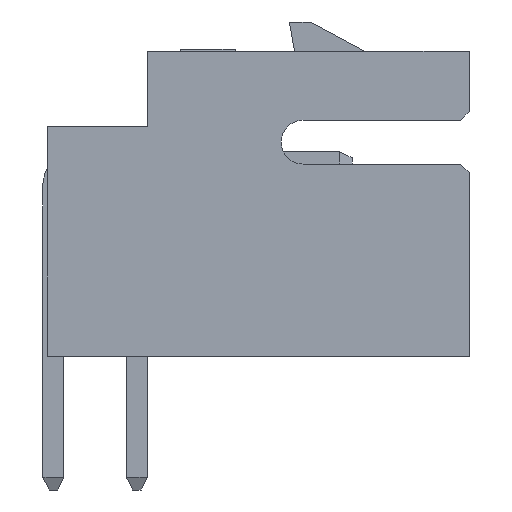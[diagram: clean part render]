
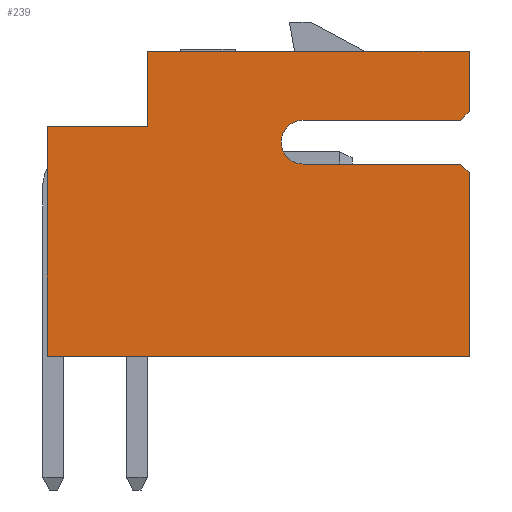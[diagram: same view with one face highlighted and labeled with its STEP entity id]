
A CAD part, left-side view. The second image highlights one B-rep face of the part: STEP entity #239.
In plain terms, the highlighted planar face has unit normal (-1, 0, 0).
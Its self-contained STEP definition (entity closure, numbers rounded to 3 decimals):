
#135=CARTESIAN_POINT('',(-9.,0.,0.));
#136=DIRECTION('',(0.,-1.,0.));
#137=DIRECTION('',(-1.,0.,0.));
#138=AXIS2_PLACEMENT_3D('',#135,#137,#136);
#139=PLANE('',#138);
#140=CARTESIAN_POINT('',(-9.,5.05,-3.65));
#141=VERTEX_POINT('',#140);
#142=CARTESIAN_POINT('',(-9.,-5.05,-3.65));
#143=VERTEX_POINT('',#142);
#144=CARTESIAN_POINT('',(-9.,5.05,-3.65));
#145=DIRECTION('',(0.,-1.,0.));
#146=VECTOR('',#145,10.1);
#147=LINE('',#144,#146);
#148=EDGE_CURVE('',#141,#143,#147,.T.);
#149=ORIENTED_EDGE('',*,*,#148,.T.);
#150=CARTESIAN_POINT('',(-9.,-5.05,0.75));
#151=VERTEX_POINT('',#150);
#152=CARTESIAN_POINT('',(-9.,-5.05,-3.65));
#153=DIRECTION('',(0.,0.,1.));
#154=VECTOR('',#153,4.4);
#155=LINE('',#152,#154);
#156=EDGE_CURVE('',#143,#151,#155,.T.);
#157=ORIENTED_EDGE('',*,*,#156,.T.);
#158=CARTESIAN_POINT('',(-9.,-4.85,0.95));
#159=VERTEX_POINT('',#158);
#160=CARTESIAN_POINT('',(-9.,-5.05,0.75));
#161=DIRECTION('',(0.,0.707,0.707));
#162=VECTOR('',#161,0.283);
#163=LINE('',#160,#162);
#164=EDGE_CURVE('',#151,#159,#163,.T.);
#165=ORIENTED_EDGE('',*,*,#164,.T.);
#166=CARTESIAN_POINT('',(-9.,-1.075,0.95));
#167=VERTEX_POINT('',#166);
#168=CARTESIAN_POINT('',(-9.,-4.85,0.95));
#169=DIRECTION('',(0.,1.,0.));
#170=VECTOR('',#169,3.775);
#171=LINE('',#168,#170);
#172=EDGE_CURVE('',#159,#167,#171,.T.);
#173=ORIENTED_EDGE('',*,*,#172,.T.);
#174=CARTESIAN_POINT('',(-9.,-1.075,2.));
#175=VERTEX_POINT('',#174);
#176=CARTESIAN_POINT('',(-9.,-1.075,1.475));
#177=DIRECTION('',(0.,0.,-1.));
#178=DIRECTION('',(1.,0.,0.));
#179=AXIS2_PLACEMENT_3D('',#176,#178,#177);
#180=CIRCLE('',#179,0.525);
#181=EDGE_CURVE('',#167,#175,#180,.T.);
#182=ORIENTED_EDGE('',*,*,#181,.T.);
#183=CARTESIAN_POINT('',(-9.,-4.85,2.));
#184=VERTEX_POINT('',#183);
#185=CARTESIAN_POINT('',(-9.,-1.075,2.));
#186=DIRECTION('',(0.,-1.,0.));
#187=VECTOR('',#186,3.775);
#188=LINE('',#185,#187);
#189=EDGE_CURVE('',#175,#184,#188,.T.);
#190=ORIENTED_EDGE('',*,*,#189,.T.);
#191=CARTESIAN_POINT('',(-9.,-5.05,2.2));
#192=VERTEX_POINT('',#191);
#193=CARTESIAN_POINT('',(-9.,-4.85,2.));
#194=DIRECTION('',(0.,-0.707,0.707));
#195=VECTOR('',#194,0.283);
#196=LINE('',#193,#195);
#197=EDGE_CURVE('',#184,#192,#196,.T.);
#198=ORIENTED_EDGE('',*,*,#197,.T.);
#199=CARTESIAN_POINT('',(-9.,-5.05,3.65));
#200=VERTEX_POINT('',#199);
#201=CARTESIAN_POINT('',(-9.,-5.05,2.2));
#202=DIRECTION('',(0.,0.,1.));
#203=VECTOR('',#202,1.45);
#204=LINE('',#201,#203);
#205=EDGE_CURVE('',#192,#200,#204,.T.);
#206=ORIENTED_EDGE('',*,*,#205,.T.);
#207=CARTESIAN_POINT('',(-9.,2.65,3.65));
#208=VERTEX_POINT('',#207);
#209=CARTESIAN_POINT('',(-9.,-5.05,3.65));
#210=DIRECTION('',(0.,1.,0.));
#211=VECTOR('',#210,7.7);
#212=LINE('',#209,#211);
#213=EDGE_CURVE('',#200,#208,#212,.T.);
#214=ORIENTED_EDGE('',*,*,#213,.T.);
#215=CARTESIAN_POINT('',(-9.,2.65,1.85));
#216=VERTEX_POINT('',#215);
#217=CARTESIAN_POINT('',(-9.,2.65,3.65));
#218=DIRECTION('',(0.,0.,-1.));
#219=VECTOR('',#218,1.8);
#220=LINE('',#217,#219);
#221=EDGE_CURVE('',#208,#216,#220,.T.);
#222=ORIENTED_EDGE('',*,*,#221,.T.);
#223=CARTESIAN_POINT('',(-9.,5.05,1.85));
#224=VERTEX_POINT('',#223);
#225=CARTESIAN_POINT('',(-9.,2.65,1.85));
#226=DIRECTION('',(0.,1.,0.));
#227=VECTOR('',#226,2.4);
#228=LINE('',#225,#227);
#229=EDGE_CURVE('',#216,#224,#228,.T.);
#230=ORIENTED_EDGE('',*,*,#229,.T.);
#231=CARTESIAN_POINT('',(-9.,5.05,1.85));
#232=DIRECTION('',(0.,0.,-1.));
#233=VECTOR('',#232,5.5);
#234=LINE('',#231,#233);
#235=EDGE_CURVE('',#224,#141,#234,.T.);
#236=ORIENTED_EDGE('',*,*,#235,.T.);
#237=EDGE_LOOP('',(#149,#157,#165,#173,#182,#190,#198,#206,#214,#222,#230,#236));
#238=FACE_OUTER_BOUND('',#237,.T.);
#239=ADVANCED_FACE('',(#238),#139,.T.);
